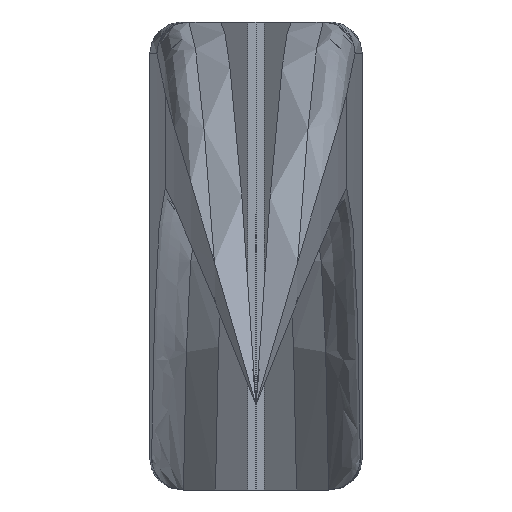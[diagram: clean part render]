
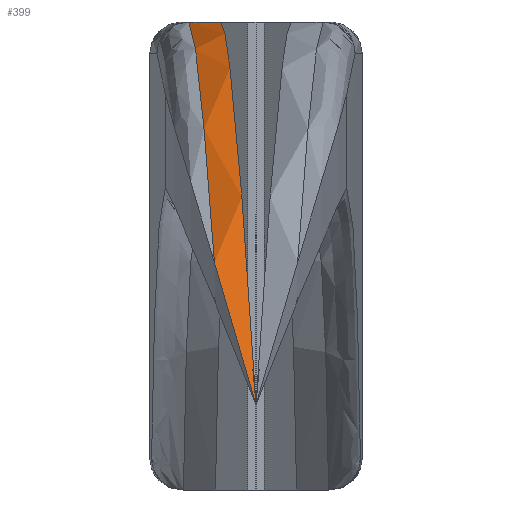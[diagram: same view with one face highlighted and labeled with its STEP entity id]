
A CAD part, front view. The second image highlights one B-rep face of the part: STEP entity #399.
In plain terms, the highlighted free-form (B-spline) face has degree [2, 1] with [3, 2] control points.
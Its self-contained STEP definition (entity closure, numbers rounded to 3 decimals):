
#181 = VERTEX_POINT('',#182);
#182 = CARTESIAN_POINT('',(-1.98,-36.107,6.898
    ));
#188 = EDGE_CURVE('',#189,#181,#191,.T.);
#189 = VERTEX_POINT('',#190);
#190 = CARTESIAN_POINT('',(-1.04,-36.107,
    6.898));
#191 = B_SPLINE_CURVE_WITH_KNOTS('',1,(#192,#193),.UNSPECIFIED.,.F.,.F.,
  (2,2),(-24.171,-23.421),.PIECEWISE_BEZIER_KNOTS.);
#192 = CARTESIAN_POINT('',(-1.04,-36.107,
    6.898));
#193 = CARTESIAN_POINT('',(-1.98,-36.107,6.898
    ));
#325 = VERTEX_POINT('',#326);
#326 = CARTESIAN_POINT('',(0.,-78.384,-4.39));
#351 = EDGE_CURVE('',#325,#189,#352,.T.);
#352 = B_SPLINE_CURVE_WITH_KNOTS('',3,(#353,#354,#355,#356,#357,#358,
    #359,#360,#361,#362,#363,#364,#365,#366),.UNSPECIFIED.,.F.,.F.,(4,2,
    2,2,2,2,4),(0.,0.009,0.018
    ,0.022,0.024,0.026,
    0.035),.UNSPECIFIED.);
#353 = CARTESIAN_POINT('',(0.,-78.384,-4.39));
#354 = CARTESIAN_POINT('',(-0.112,-75.164,-2.538
    ));
#355 = CARTESIAN_POINT('',(-0.22,-71.859,
    -0.918));
#356 = CARTESIAN_POINT('',(-0.423,-65.085,1.878
    ));
#357 = CARTESIAN_POINT('',(-0.519,-61.616,
    3.055));
#358 = CARTESIAN_POINT('',(-0.652,-56.288,
    4.483));
#359 = CARTESIAN_POINT('',(-0.694,-54.491,
    4.902));
#360 = CARTESIAN_POINT('',(-0.755,-51.764,
    5.445));
#361 = CARTESIAN_POINT('',(-0.775,-50.849,
    5.612));
#362 = CARTESIAN_POINT('',(-0.814,-49.019,
    5.914));
#363 = CARTESIAN_POINT('',(-0.832,-48.103,
    6.05));
#364 = CARTESIAN_POINT('',(-0.923,-43.515,
    6.655));
#365 = CARTESIAN_POINT('',(-0.986,-39.822,
    6.898));
#366 = CARTESIAN_POINT('',(-1.04,-36.107,
    6.898));
#399 = ADVANCED_FACE('',(#400),#426,.T.);
#400 = FACE_BOUND('',#401,.T.);
#401 = EDGE_LOOP('',(#402,#417,#424,#425));
#402 = ORIENTED_EDGE('',*,*,#403,.T.);
#403 = EDGE_CURVE('',#181,#404,#406,.T.);
#404 = VERTEX_POINT('',#405);
#405 = CARTESIAN_POINT('',(-1.226,-70.035,
    -0.183));
#406 = B_SPLINE_CURVE_WITH_KNOTS('',3,(#407,#408,#409,#410,#411,#412,
    #413,#414,#415,#416),.UNSPECIFIED.,.F.,.F.,(4,2,2,2,4),(
    0.,0.014,0.021,
    0.024,0.028),.UNSPECIFIED.);
#407 = CARTESIAN_POINT('',(-1.98,-36.107,6.898
    ));
#408 = CARTESIAN_POINT('',(-1.897,-41.974,
    6.898));
#409 = CARTESIAN_POINT('',(-1.79,-47.737,
    6.296));
#410 = CARTESIAN_POINT('',(-1.6,-56.235,4.526
    ));
#411 = CARTESIAN_POINT('',(-1.532,-59.042,
    3.79));
#412 = CARTESIAN_POINT('',(-1.422,-63.215,
    2.462));
#413 = CARTESIAN_POINT('',(-1.384,-64.603,1.981
    ));
#414 = CARTESIAN_POINT('',(-1.306,-67.343,
    0.95));
#415 = CARTESIAN_POINT('',(-1.267,-68.697,
    0.401));
#416 = CARTESIAN_POINT('',(-1.226,-70.035,
    -0.183));
#417 = ORIENTED_EDGE('',*,*,#418,.T.);
#418 = EDGE_CURVE('',#404,#325,#419,.T.);
#419 = B_SPLINE_CURVE_WITH_KNOTS('',3,(#420,#421,#422,#423),
  .UNSPECIFIED.,.F.,.F.,(4,4),(0.006,0.014),
  .PIECEWISE_BEZIER_KNOTS.);
#420 = CARTESIAN_POINT('',(-1.226,-70.035,
    -0.183));
#421 = CARTESIAN_POINT('',(-0.87,-72.894,
    -1.431));
#422 = CARTESIAN_POINT('',(-0.458,-75.677,
    -2.833));
#423 = CARTESIAN_POINT('',(0.,-78.384,-4.39));
#424 = ORIENTED_EDGE('',*,*,#351,.T.);
#425 = ORIENTED_EDGE('',*,*,#188,.T.);
#426 = ( BOUNDED_SURFACE() B_SPLINE_SURFACE(2,1,(
    (#427,#428)
    ,(#429,#430)
,(#431,#432
    )),.UNSPECIFIED.,.F.,.F.,.F.) B_SPLINE_SURFACE_WITH_KNOTS((3,3),(2,2
    ),(3.142,3.663),(23.421,25.),
.PIECEWISE_BEZIER_KNOTS.) GEOMETRIC_REPRESENTATION_ITEM() 
RATIONAL_B_SPLINE_SURFACE((
    (1.,1.)
    ,(0.966,0.966)
,(1.,1.))) REPRESENTATION_ITEM('') SURFACE() );
#427 = CARTESIAN_POINT('',(-1.98,-36.107,6.898
    ));
#428 = CARTESIAN_POINT('',(0.,-36.107,6.898));
#429 = CARTESIAN_POINT('',(-1.98,-58.752,6.898
    ));
#430 = CARTESIAN_POINT('',(0.,-58.752,6.898));
#431 = CARTESIAN_POINT('',(-1.98,-78.384,
    -4.39));
#432 = CARTESIAN_POINT('',(0.,-78.384,-4.39));
